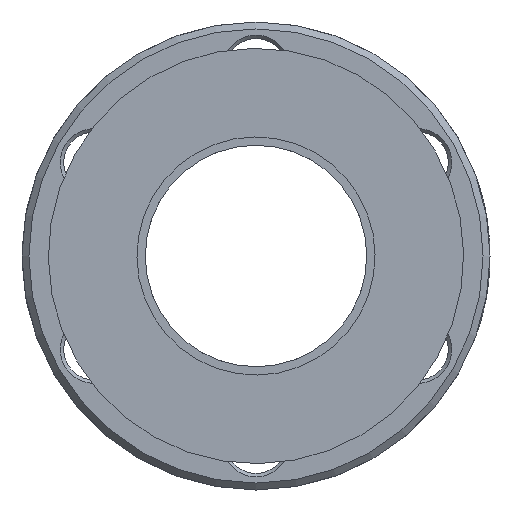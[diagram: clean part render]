
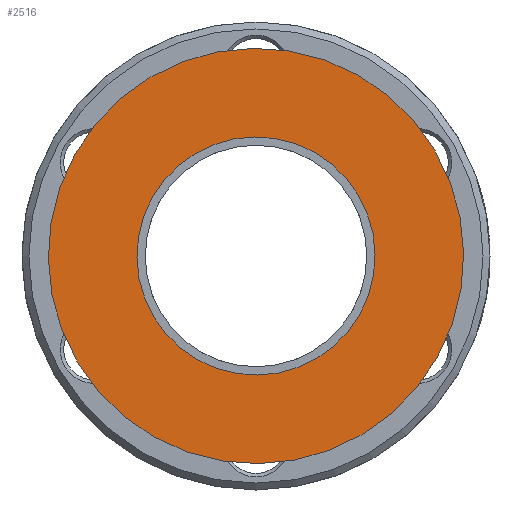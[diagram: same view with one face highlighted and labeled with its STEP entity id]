
A CAD part, front view. The second image highlights one B-rep face of the part: STEP entity #2516.
In plain terms, the highlighted planar face has unit normal (0, -1, 0).
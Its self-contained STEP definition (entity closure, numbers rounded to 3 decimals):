
#243=FACE_BOUND('',#590,.T.);
#294=PLANE('',#2827);
#429=FACE_OUTER_BOUND('',#589,.T.);
#589=EDGE_LOOP('',(#2350,#2351));
#590=EDGE_LOOP('',(#2352,#2353));
#989=CIRCLE('',#2821,15.);
#990=CIRCLE('',#2822,15.);
#991=CIRCLE('',#2825,8.6);
#992=CIRCLE('',#2826,8.6);
#1239=VERTEX_POINT('',#5857);
#1240=VERTEX_POINT('',#5859);
#1241=VERTEX_POINT('',#5865);
#1242=VERTEX_POINT('',#5867);
#1608=EDGE_CURVE('',#1239,#1240,#989,.T.);
#1609=EDGE_CURVE('',#1240,#1239,#990,.T.);
#1612=EDGE_CURVE('',#1242,#1241,#991,.T.);
#1613=EDGE_CURVE('',#1241,#1242,#992,.T.);
#2350=ORIENTED_EDGE('',*,*,#1609,.F.);
#2351=ORIENTED_EDGE('',*,*,#1608,.F.);
#2352=ORIENTED_EDGE('',*,*,#1612,.T.);
#2353=ORIENTED_EDGE('',*,*,#1613,.T.);
#2516=ADVANCED_FACE('',(#429,#243),#294,.T.);
#2821=AXIS2_PLACEMENT_3D('',#5860,#3422,#3423);
#2822=AXIS2_PLACEMENT_3D('',#5861,#3424,#3425);
#2825=AXIS2_PLACEMENT_3D('',#5868,#3432,#3433);
#2826=AXIS2_PLACEMENT_3D('',#5869,#3434,#3435);
#2827=AXIS2_PLACEMENT_3D('',#5870,#3436,#3437);
#3422=DIRECTION('center_axis',(0.,1.,0.));
#3423=DIRECTION('ref_axis',(1.,0.,0.));
#3424=DIRECTION('center_axis',(0.,1.,0.));
#3425=DIRECTION('ref_axis',(1.,0.,0.));
#3432=DIRECTION('center_axis',(0.,1.,0.));
#3433=DIRECTION('ref_axis',(1.,0.,0.));
#3434=DIRECTION('center_axis',(0.,1.,0.));
#3435=DIRECTION('ref_axis',(1.,0.,0.));
#3436=DIRECTION('center_axis',(0.,-1.,0.));
#3437=DIRECTION('ref_axis',(0.,0.,-1.));
#5857=CARTESIAN_POINT('',(15.,0.,0.));
#5859=CARTESIAN_POINT('',(-15.,0.,0.));
#5860=CARTESIAN_POINT('Origin',(0.,0.,0.));
#5861=CARTESIAN_POINT('Origin',(0.,0.,0.));
#5865=CARTESIAN_POINT('',(8.6,0.,0.));
#5867=CARTESIAN_POINT('',(-8.6,0.,0.));
#5868=CARTESIAN_POINT('Origin',(0.,0.,0.));
#5869=CARTESIAN_POINT('Origin',(0.,0.,0.));
#5870=CARTESIAN_POINT('Origin',(-15.,0.,0.));
